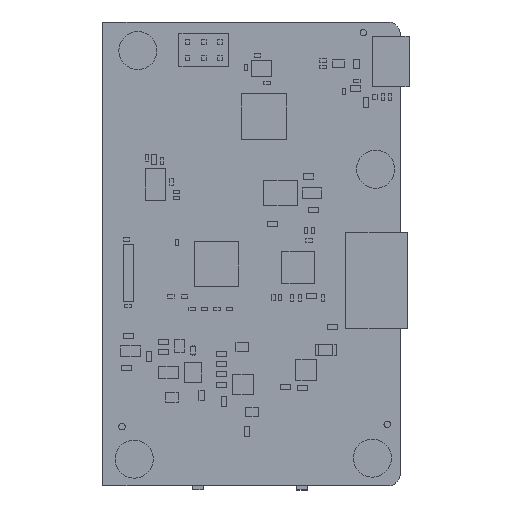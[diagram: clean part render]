
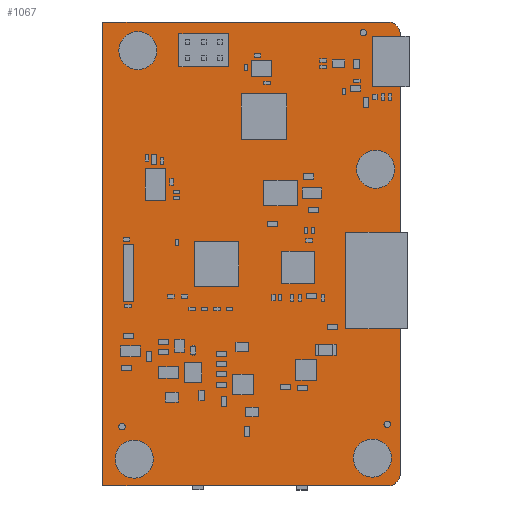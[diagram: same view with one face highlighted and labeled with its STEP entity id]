
A CAD part, top view. The second image highlights one B-rep face of the part: STEP entity #1067.
In plain terms, the highlighted planar face has unit normal (0, 0, 1).
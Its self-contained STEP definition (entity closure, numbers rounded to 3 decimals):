
#579 = VERTEX_POINT('',#580);
#580 = CARTESIAN_POINT('',(-0.813,0.,1.541));
#587 = PLANE('',#588);
#588 = AXIS2_PLACEMENT_3D('',#589,#590,#591);
#589 = CARTESIAN_POINT('',(-0.813,0.,0.));
#590 = DIRECTION('',(-1.,0.,0.));
#591 = DIRECTION('',(0.,1.,0.));
#599 = PLANE('',#600);
#600 = AXIS2_PLACEMENT_3D('',#601,#602,#603);
#601 = CARTESIAN_POINT('',(44.,0.,0.));
#602 = DIRECTION('',(0.,-1.,0.));
#603 = DIRECTION('',(-1.,0.,0.));
#611 = EDGE_CURVE('',#579,#612,#614,.T.);
#612 = VERTEX_POINT('',#613);
#613 = CARTESIAN_POINT('',(-0.813,73.,1.541));
#614 = SURFACE_CURVE('',#615,(#619,#626),.PCURVE_S1.);
#615 = LINE('',#616,#617);
#616 = CARTESIAN_POINT('',(-0.813,0.,1.541));
#617 = VECTOR('',#618,1.);
#618 = DIRECTION('',(0.,1.,0.));
#619 = PCURVE('',#587,#620);
#620 = DEFINITIONAL_REPRESENTATION('',(#621),#625);
#621 = LINE('',#622,#623);
#622 = CARTESIAN_POINT('',(0.,-1.541));
#623 = VECTOR('',#624,1.);
#624 = DIRECTION('',(1.,0.));
#625 = ( GEOMETRIC_REPRESENTATION_CONTEXT(2) 
PARAMETRIC_REPRESENTATION_CONTEXT() REPRESENTATION_CONTEXT('2D SPACE',''
  ) );
#626 = PCURVE('',#627,#632);
#627 = PLANE('',#628);
#628 = AXIS2_PLACEMENT_3D('',#629,#630,#631);
#629 = CARTESIAN_POINT('',(-0.813,0.,1.541));
#630 = DIRECTION('',(0.,0.,1.));
#631 = DIRECTION('',(1.,0.,0.));
#632 = DEFINITIONAL_REPRESENTATION('',(#633),#637);
#633 = LINE('',#634,#635);
#634 = CARTESIAN_POINT('',(0.,0.));
#635 = VECTOR('',#636,1.);
#636 = DIRECTION('',(0.,1.));
#637 = ( GEOMETRIC_REPRESENTATION_CONTEXT(2) 
PARAMETRIC_REPRESENTATION_CONTEXT() REPRESENTATION_CONTEXT('2D SPACE',''
  ) );
#655 = PLANE('',#656);
#656 = AXIS2_PLACEMENT_3D('',#657,#658,#659);
#657 = CARTESIAN_POINT('',(-0.813,73.,0.));
#658 = DIRECTION('',(0.,1.,0.));
#659 = DIRECTION('',(1.,0.,0.));
#697 = EDGE_CURVE('',#612,#698,#700,.T.);
#698 = VERTEX_POINT('',#699);
#699 = CARTESIAN_POINT('',(44.,73.,1.541));
#700 = SURFACE_CURVE('',#701,(#705,#712),.PCURVE_S1.);
#701 = LINE('',#702,#703);
#702 = CARTESIAN_POINT('',(-0.813,73.,1.541));
#703 = VECTOR('',#704,1.);
#704 = DIRECTION('',(1.,0.,0.));
#705 = PCURVE('',#655,#706);
#706 = DEFINITIONAL_REPRESENTATION('',(#707),#711);
#707 = LINE('',#708,#709);
#708 = CARTESIAN_POINT('',(0.,-1.541));
#709 = VECTOR('',#710,1.);
#710 = DIRECTION('',(1.,0.));
#711 = ( GEOMETRIC_REPRESENTATION_CONTEXT(2) 
PARAMETRIC_REPRESENTATION_CONTEXT() REPRESENTATION_CONTEXT('2D SPACE',''
  ) );
#712 = PCURVE('',#627,#713);
#713 = DEFINITIONAL_REPRESENTATION('',(#714),#718);
#714 = LINE('',#715,#716);
#715 = CARTESIAN_POINT('',(0.,73.));
#716 = VECTOR('',#717,1.);
#717 = DIRECTION('',(1.,0.));
#718 = ( GEOMETRIC_REPRESENTATION_CONTEXT(2) 
PARAMETRIC_REPRESENTATION_CONTEXT() REPRESENTATION_CONTEXT('2D SPACE',''
  ) );
#736 = CYLINDRICAL_SURFACE('',#737,2.);
#737 = AXIS2_PLACEMENT_3D('',#738,#739,#740);
#738 = CARTESIAN_POINT('',(44.,71.,0.));
#739 = DIRECTION('',(0.,0.,-1.));
#740 = DIRECTION('',(0.,1.,0.));
#773 = EDGE_CURVE('',#698,#774,#776,.T.);
#774 = VERTEX_POINT('',#775);
#775 = CARTESIAN_POINT('',(46.,71.,1.541));
#776 = SURFACE_CURVE('',#777,(#782,#789),.PCURVE_S1.);
#777 = CIRCLE('',#778,2.);
#778 = AXIS2_PLACEMENT_3D('',#779,#780,#781);
#779 = CARTESIAN_POINT('',(44.,71.,1.541));
#780 = DIRECTION('',(0.,0.,-1.));
#781 = DIRECTION('',(0.,1.,0.));
#782 = PCURVE('',#736,#783);
#783 = DEFINITIONAL_REPRESENTATION('',(#784),#788);
#784 = LINE('',#785,#786);
#785 = CARTESIAN_POINT('',(0.,-1.541));
#786 = VECTOR('',#787,1.);
#787 = DIRECTION('',(1.,0.));
#788 = ( GEOMETRIC_REPRESENTATION_CONTEXT(2) 
PARAMETRIC_REPRESENTATION_CONTEXT() REPRESENTATION_CONTEXT('2D SPACE',''
  ) );
#789 = PCURVE('',#627,#790);
#790 = DEFINITIONAL_REPRESENTATION('',(#791),#799);
#791 = ( BOUNDED_CURVE() B_SPLINE_CURVE(2,(#792,#793,#794,#795,#796,#797
,#798),.UNSPECIFIED.,.T.,.F.) B_SPLINE_CURVE_WITH_KNOTS((1,2,2,2,2,1),(
    -2.094,0.,2.094,4.189,6.283,
8.378),.UNSPECIFIED.) CURVE() GEOMETRIC_REPRESENTATION_ITEM() 
RATIONAL_B_SPLINE_CURVE((1.,0.5,1.,0.5,1.,0.5,1.)) REPRESENTATION_ITEM(
  '') );
#792 = CARTESIAN_POINT('',(44.813,73.));
#793 = CARTESIAN_POINT('',(48.277,73.));
#794 = CARTESIAN_POINT('',(46.545,70.));
#795 = CARTESIAN_POINT('',(44.813,67.));
#796 = CARTESIAN_POINT('',(43.081,70.));
#797 = CARTESIAN_POINT('',(41.349,73.));
#798 = CARTESIAN_POINT('',(44.813,73.));
#799 = ( GEOMETRIC_REPRESENTATION_CONTEXT(2) 
PARAMETRIC_REPRESENTATION_CONTEXT() REPRESENTATION_CONTEXT('2D SPACE',''
  ) );
#817 = PLANE('',#818);
#818 = AXIS2_PLACEMENT_3D('',#819,#820,#821);
#819 = CARTESIAN_POINT('',(46.,71.,0.));
#820 = DIRECTION('',(1.,0.,0.));
#821 = DIRECTION('',(0.,-1.,0.));
#859 = EDGE_CURVE('',#774,#860,#862,.T.);
#860 = VERTEX_POINT('',#861);
#861 = CARTESIAN_POINT('',(46.,2.,1.541));
#862 = SURFACE_CURVE('',#863,(#867,#874),.PCURVE_S1.);
#863 = LINE('',#864,#865);
#864 = CARTESIAN_POINT('',(46.,71.,1.541));
#865 = VECTOR('',#866,1.);
#866 = DIRECTION('',(0.,-1.,0.));
#867 = PCURVE('',#817,#868);
#868 = DEFINITIONAL_REPRESENTATION('',(#869),#873);
#869 = LINE('',#870,#871);
#870 = CARTESIAN_POINT('',(0.,-1.541));
#871 = VECTOR('',#872,1.);
#872 = DIRECTION('',(1.,0.));
#873 = ( GEOMETRIC_REPRESENTATION_CONTEXT(2) 
PARAMETRIC_REPRESENTATION_CONTEXT() REPRESENTATION_CONTEXT('2D SPACE',''
  ) );
#874 = PCURVE('',#627,#875);
#875 = DEFINITIONAL_REPRESENTATION('',(#876),#880);
#876 = LINE('',#877,#878);
#877 = CARTESIAN_POINT('',(46.813,71.));
#878 = VECTOR('',#879,1.);
#879 = DIRECTION('',(0.,-1.));
#880 = ( GEOMETRIC_REPRESENTATION_CONTEXT(2) 
PARAMETRIC_REPRESENTATION_CONTEXT() REPRESENTATION_CONTEXT('2D SPACE',''
  ) );
#898 = CYLINDRICAL_SURFACE('',#899,2.);
#899 = AXIS2_PLACEMENT_3D('',#900,#901,#902);
#900 = CARTESIAN_POINT('',(44.,2.,0.));
#901 = DIRECTION('',(0.,0.,-1.));
#902 = DIRECTION('',(1.,0.,0.));
#935 = EDGE_CURVE('',#860,#936,#938,.T.);
#936 = VERTEX_POINT('',#937);
#937 = CARTESIAN_POINT('',(44.,0.,1.541));
#938 = SURFACE_CURVE('',#939,(#944,#951),.PCURVE_S1.);
#939 = CIRCLE('',#940,2.);
#940 = AXIS2_PLACEMENT_3D('',#941,#942,#943);
#941 = CARTESIAN_POINT('',(44.,2.,1.541));
#942 = DIRECTION('',(0.,0.,-1.));
#943 = DIRECTION('',(1.,0.,0.));
#944 = PCURVE('',#898,#945);
#945 = DEFINITIONAL_REPRESENTATION('',(#946),#950);
#946 = LINE('',#947,#948);
#947 = CARTESIAN_POINT('',(0.,-1.541));
#948 = VECTOR('',#949,1.);
#949 = DIRECTION('',(1.,0.));
#950 = ( GEOMETRIC_REPRESENTATION_CONTEXT(2) 
PARAMETRIC_REPRESENTATION_CONTEXT() REPRESENTATION_CONTEXT('2D SPACE',''
  ) );
#951 = PCURVE('',#627,#952);
#952 = DEFINITIONAL_REPRESENTATION('',(#953),#961);
#953 = ( BOUNDED_CURVE() B_SPLINE_CURVE(2,(#954,#955,#956,#957,#958,#959
,#960),.UNSPECIFIED.,.T.,.F.) B_SPLINE_CURVE_WITH_KNOTS((1,2,2,2,2,1),(
    -2.094,0.,2.094,4.189,6.283,
8.378),.UNSPECIFIED.) CURVE() GEOMETRIC_REPRESENTATION_ITEM() 
RATIONAL_B_SPLINE_CURVE((1.,0.5,1.,0.5,1.,0.5,1.)) REPRESENTATION_ITEM(
  '') );
#954 = CARTESIAN_POINT('',(46.813,2.));
#955 = CARTESIAN_POINT('',(46.813,-1.464));
#956 = CARTESIAN_POINT('',(43.813,0.268));
#957 = CARTESIAN_POINT('',(40.813,2.));
#958 = CARTESIAN_POINT('',(43.813,3.732));
#959 = CARTESIAN_POINT('',(46.813,5.464));
#960 = CARTESIAN_POINT('',(46.813,2.));
#961 = ( GEOMETRIC_REPRESENTATION_CONTEXT(2) 
PARAMETRIC_REPRESENTATION_CONTEXT() REPRESENTATION_CONTEXT('2D SPACE',''
  ) );
#1016 = EDGE_CURVE('',#936,#579,#1017,.T.);
#1017 = SURFACE_CURVE('',#1018,(#1022,#1029),.PCURVE_S1.);
#1018 = LINE('',#1019,#1020);
#1019 = CARTESIAN_POINT('',(44.,0.,1.541));
#1020 = VECTOR('',#1021,1.);
#1021 = DIRECTION('',(-1.,0.,0.));
#1022 = PCURVE('',#599,#1023);
#1023 = DEFINITIONAL_REPRESENTATION('',(#1024),#1028);
#1024 = LINE('',#1025,#1026);
#1025 = CARTESIAN_POINT('',(0.,-1.541));
#1026 = VECTOR('',#1027,1.);
#1027 = DIRECTION('',(1.,0.));
#1028 = ( GEOMETRIC_REPRESENTATION_CONTEXT(2) 
PARAMETRIC_REPRESENTATION_CONTEXT() REPRESENTATION_CONTEXT('2D SPACE',''
  ) );
#1029 = PCURVE('',#627,#1030);
#1030 = DEFINITIONAL_REPRESENTATION('',(#1031),#1035);
#1031 = LINE('',#1032,#1033);
#1032 = CARTESIAN_POINT('',(44.813,0.));
#1033 = VECTOR('',#1034,1.);
#1034 = DIRECTION('',(-1.,0.));
#1035 = ( GEOMETRIC_REPRESENTATION_CONTEXT(2) 
PARAMETRIC_REPRESENTATION_CONTEXT() REPRESENTATION_CONTEXT('2D SPACE',''
  ) );
#1067 = ADVANCED_FACE('',(#1068),#627,.T.);
#1068 = FACE_BOUND('',#1069,.F.);
#1069 = EDGE_LOOP('',(#1070,#1071,#1072,#1073,#1074,#1075));
#1070 = ORIENTED_EDGE('',*,*,#611,.T.);
#1071 = ORIENTED_EDGE('',*,*,#697,.T.);
#1072 = ORIENTED_EDGE('',*,*,#773,.T.);
#1073 = ORIENTED_EDGE('',*,*,#859,.T.);
#1074 = ORIENTED_EDGE('',*,*,#935,.T.);
#1075 = ORIENTED_EDGE('',*,*,#1016,.T.);
